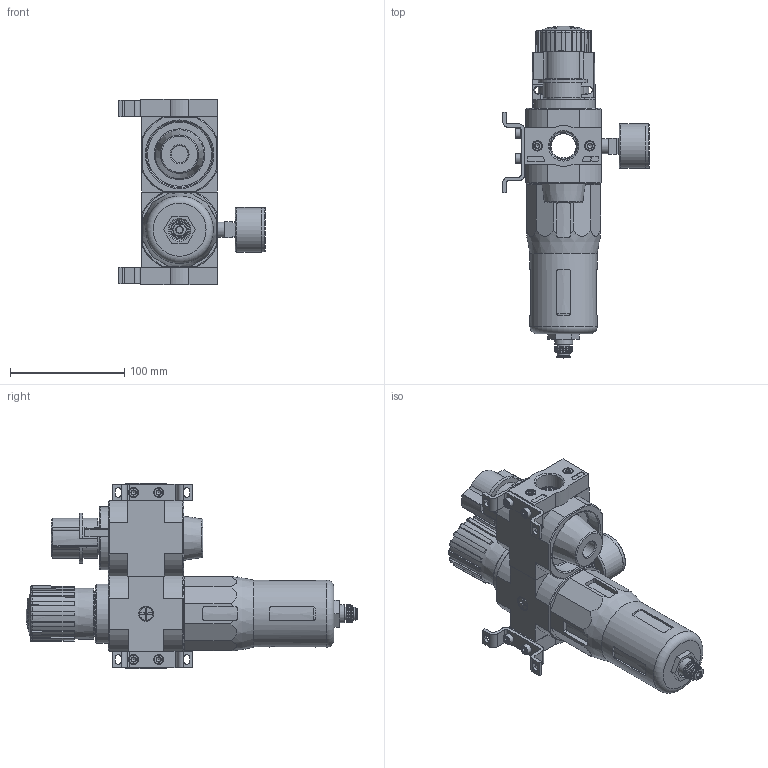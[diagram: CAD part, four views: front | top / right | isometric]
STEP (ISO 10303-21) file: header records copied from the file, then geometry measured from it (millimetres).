
FILE_DESCRIPTION(/* description */ ('STEP AP214'),/* implementation_level */ '2;1');
FILE_NAME(/* name */ '192463_LFR-3_4-D-DI-MAXI-KC-A',/* time_stamp */ '2024-09-04T15:43:51+02:00',/* author */ ('License CC BY-ND 4.0'),/* organization */ ('CADENAS'),/* preprocessor_version */ 'ST-DEVELOPER v19.3',/* originating_system */ 'PARTsolutions',/* authorisation */ ' ');
FILE_SCHEMA (('FEATURE_BASED_PROCESS_PLANNING','AUTOMOTIVE_DESIGN {1 0 10303 214 3 1 1}'));
Length unit declared in the file: millimetre
Products named in the file (12): 192463 LFR-3/4-D-DI-MAXI-KC-A; 380309 PBL-3/4-D-MAXI-L---(1) p1; DIN-912 - M5x20(F); 159593 HFOE-D-MIDI/MAXI-P1; DIN-912 - M5x10(F); 380311 PBL-3/4-D-MAXI-R---(0) p1; 360722 HE-MAXI; 234370 FRB-D-MAXI; 395844 LFR-D-DI-MAXI-A--(0); 8003639 PAGN-40-16-G14; 125696 LR/LFR-D-MAXI; 526489 MS4-LFR-V
Assembly tree (19 placements, depth 2):
  192463 LFR-3/4-D-DI-MAXI-KC-A
    380309 PBL-3/4-D-MAXI-L---(1) p1
    DIN-912 - M5x20(F)  x4
    159593 HFOE-D-MIDI/MAXI-P1  x2
    DIN-912 - M5x10(F)  x4
    380311 PBL-3/4-D-MAXI-R---(0) p1
    360722 HE-MAXI
    234370 FRB-D-MAXI  x2
    395844 LFR-D-DI-MAXI-A--(0)
    8003639 PAGN-40-16-G14
    125696 LR/LFR-D-MAXI
    526489 MS4-LFR-V
Bounding box: 127.95 x 290.22 x 162 mm (x, y, z)
Volume: 1140900 mm3; surface area: 162012.4 mm2
Topology: 19 solids, 20 shells, 1202 faces, 2901 edges, 1813 vertices
Faces by surface type: plane 641, cylinder 255, cone 205, torus 87, sphere 14
Full cylindrical faces by diameter (mm): 2 x1, 3.7 x2, 4.134 x10, 4.2 x1, 5 x10, 5.3 x4, 6 x1, 7 x2, 8 x4, 8.2 x4, 8.5 x8, 8.7 x1, 9.5 x1, 11 x2, 11.4 x1, 11.445 x2, 11.6 x1, 11.8 x1, 13.157 x2, 14.95 x1, 15.8 x1, 18 x1, 22 x1, 22.5 x1, 24.117 x2, 30 x5, 34 x2, 35.2 x1, 38.7 x1, 39 x2
Entity records: 34152 total; most frequent: CARTESIAN_POINT 5972, DIRECTION 4796, ORIENTED_EDGE 4472, EDGE_CURVE 2236, AXIS2_PLACEMENT_3D 1869, VERTEX_POINT 1543, FACE_BOUND 1301, EDGE_LOOP 1290
